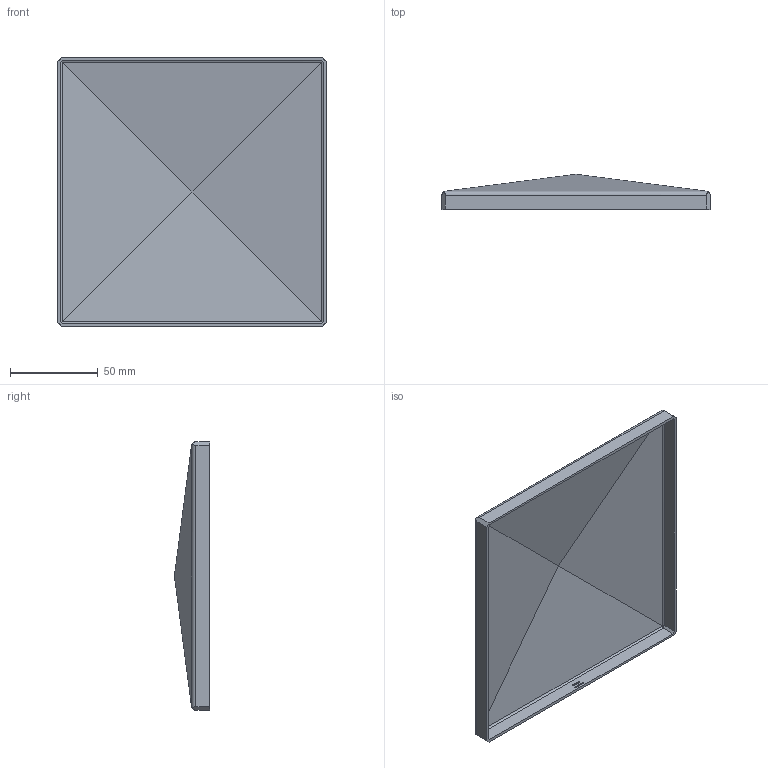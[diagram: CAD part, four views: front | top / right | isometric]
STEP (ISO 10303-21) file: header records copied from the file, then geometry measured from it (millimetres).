
FILE_DESCRIPTION (( 'STEP AP203' ), '1' );
FILE_NAME ('165-150V2AG.step', '2019-09-18T09:10:59', ( '' ), ( '' ), 'SwSTEP 2.0', 'SolidWorks 2015', '' );
FILE_SCHEMA (( 'CONFIG_CONTROL_DESIGN' ));
Length unit declared in the file: millimetre
Products named in the file (1): 165-150V2AG
Bounding box: 153 x 20 x 153 mm (x, y, z)
Volume: 42661.2 mm3; surface area: 57797.1 mm2
Topology: 1 solids, 1 shells, 272 faces, 718 edges, 474 vertices
Faces by surface type: plane 163, bspline 97, cylinder 12
Entity records: 13737 total; most frequent: CARTESIAN_POINT 7678, ORIENTED_EDGE 1436, DIRECTION 848, EDGE_CURVE 718, VECTOR 496, LINE 496, VERTEX_POINT 474, EDGE_LOOP 298
